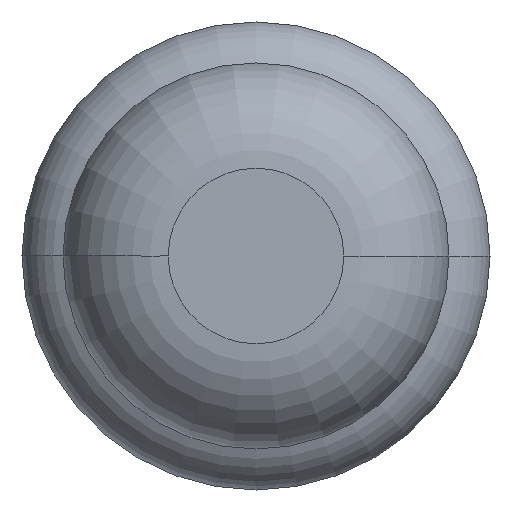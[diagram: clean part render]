
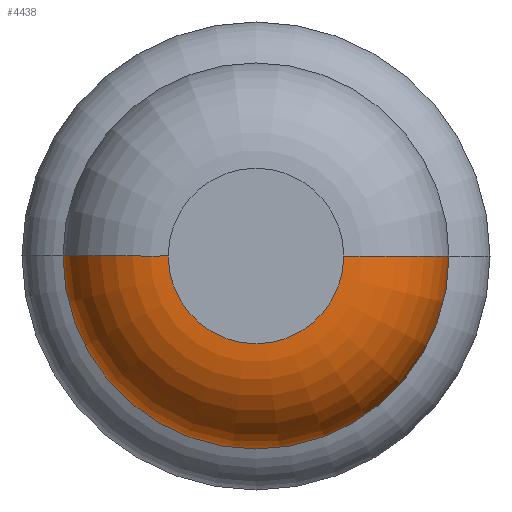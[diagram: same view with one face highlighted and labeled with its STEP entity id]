
A CAD part, front view. The second image highlights one B-rep face of the part: STEP entity #4438.
In plain terms, the highlighted toroidal (fillet/blend) face has major radius 0.375 mm and minor radius 0.45 mm.
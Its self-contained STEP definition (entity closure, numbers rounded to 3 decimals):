
#136 = DIRECTION ( 'NONE',  ( -1., 0., 0. ) ) ;
#622 = CIRCLE ( 'NONE', #1400, 0.825 ) ;
#670 = VERTEX_POINT ( 'NONE', #2157 ) ;
#695 = VERTEX_POINT ( 'NONE', #1046 ) ;
#953 = DIRECTION ( 'NONE',  ( 1., 0., 0. ) ) ;
#975 = CIRCLE ( 'NONE', #3223, 0.375 ) ;
#1046 = CARTESIAN_POINT ( 'NONE',  ( 0.825, -31.55, 0. ) ) ;
#1118 = ORIENTED_EDGE ( 'NONE', *, *, #3603, .T. ) ;
#1139 = EDGE_LOOP ( 'NONE', ( #1657, #3798, #1118, #3957 ) ) ;
#1288 = DIRECTION ( 'NONE',  ( 1., 0., 0. ) ) ;
#1302 = CARTESIAN_POINT ( 'NONE',  ( 0., -32., 0. ) ) ;
#1354 = CARTESIAN_POINT ( 'NONE',  ( 0., -31.55, 0. ) ) ;
#1400 = AXIS2_PLACEMENT_3D ( 'NONE', #2620, #3984, #953 ) ;
#1590 = EDGE_CURVE ( 'NONE', #670, #4325, #3585, .T. ) ;
#1615 = CARTESIAN_POINT ( 'NONE',  ( -0.375, -32., 0. ) ) ;
#1657 = ORIENTED_EDGE ( 'NONE', *, *, #1590, .F. ) ;
#1675 = DIRECTION ( 'NONE',  ( 0., -1., 0. ) ) ;
#2078 = EDGE_CURVE ( 'Defeature ausgef�hrt1_11+Defeature ausgef�hrt1_12+Defeature ausgef�hrt1_12+Defeature ausgef�hrt1_12', #670, #695, #622, .T. ) ;
#2157 = CARTESIAN_POINT ( 'NONE',  ( -0.825, -31.55, 0. ) ) ;
#2400 = DIRECTION ( 'NONE',  ( 0., -1., 0. ) ) ;
#2620 = CARTESIAN_POINT ( 'NONE',  ( 0., -31.55, 0. ) ) ;
#2626 = TOROIDAL_SURFACE ( 'NONE', #3261, 0.375, 0.45 ) ;
#2930 = AXIS2_PLACEMENT_3D ( 'NONE', #3385, #4051, #4065 ) ;
#2951 = CIRCLE ( 'NONE', #4115, 0.45 ) ;
#3058 = VERTEX_POINT ( 'NONE', #3667 ) ;
#3113 = FACE_OUTER_BOUND ( 'NONE', #1139, .T. ) ;
#3223 = AXIS2_PLACEMENT_3D ( 'NONE', #1302, #1675, #1288 ) ;
#3242 = CARTESIAN_POINT ( 'NONE',  ( 0.375, -31.55, 0. ) ) ;
#3261 = AXIS2_PLACEMENT_3D ( 'NONE', #1354, #2400, #3456 ) ;
#3295 = EDGE_CURVE ( 'Defeature ausgef�hrt1_10+Defeature ausgef�hrt1_11+Defeature ausgef�hrt1_11+Defeature ausgef�hrt1_11', #4325, #3058, #975, .T. ) ;
#3385 = CARTESIAN_POINT ( 'NONE',  ( -0.375, -31.55, 0. ) ) ;
#3456 = DIRECTION ( 'NONE',  ( 1., 0., 0. ) ) ;
#3585 = CIRCLE ( 'NONE', #2930, 0.45 ) ;
#3603 = EDGE_CURVE ( 'NONE', #695, #3058, #2951, .T. ) ;
#3626 = DIRECTION ( 'NONE',  ( 0., 0., -1. ) ) ;
#3667 = CARTESIAN_POINT ( 'NONE',  ( 0.375, -32., 0. ) ) ;
#3798 = ORIENTED_EDGE ( 'NONE', *, *, #2078, .T. ) ;
#3957 = ORIENTED_EDGE ( 'NONE', *, *, #3295, .F. ) ;
#3984 = DIRECTION ( 'NONE',  ( 0., -1., 0. ) ) ;
#4051 = DIRECTION ( 'NONE',  ( 0., 0., 1. ) ) ;
#4065 = DIRECTION ( 'NONE',  ( 1., 0., 0. ) ) ;
#4115 = AXIS2_PLACEMENT_3D ( 'NONE', #3242, #3626, #136 ) ;
#4325 = VERTEX_POINT ( 'NONE', #1615 ) ;
#4438 = ADVANCED_FACE ( 'Defeature ausgef�hrt1_11', ( #3113 ), #2626, .T. ) ;
